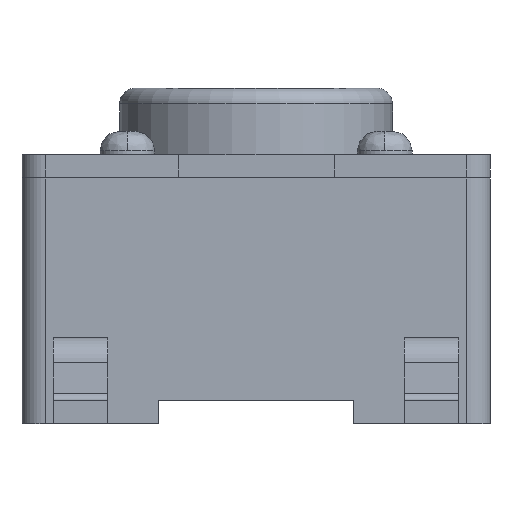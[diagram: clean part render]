
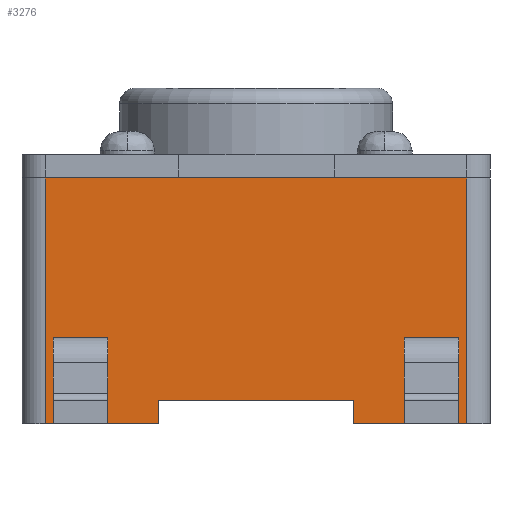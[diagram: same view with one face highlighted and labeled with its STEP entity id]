
A CAD part, left-side view. The second image highlights one B-rep face of the part: STEP entity #3276.
In plain terms, the highlighted planar face has unit normal (-1, 0, 0).
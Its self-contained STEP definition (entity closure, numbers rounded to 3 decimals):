
#194 = EDGE_CURVE('',#195,#197,#199,.T.);
#195 = VERTEX_POINT('',#196);
#196 = CARTESIAN_POINT('',(-3.,-1.25,0.01));
#197 = VERTEX_POINT('',#198);
#198 = CARTESIAN_POINT('',(-3.,-2.7,0.01));
#199 = LINE('',#200,#201);
#200 = CARTESIAN_POINT('',(-3.,-1.25,0.01));
#201 = VECTOR('',#202,1.);
#202 = DIRECTION('',(0.,-1.,0.));
#262 = VERTEX_POINT('',#263);
#263 = CARTESIAN_POINT('',(-3.,1.25,0.01));
#269 = EDGE_CURVE('',#270,#262,#272,.T.);
#270 = VERTEX_POINT('',#271);
#271 = CARTESIAN_POINT('',(-3.,2.7,0.01));
#272 = LINE('',#273,#274);
#273 = CARTESIAN_POINT('',(-3.,2.7,0.01));
#274 = VECTOR('',#275,1.);
#275 = DIRECTION('',(0.,-1.,0.));
#378 = VERTEX_POINT('',#379);
#379 = CARTESIAN_POINT('',(-3.,2.7,3.16));
#386 = EDGE_CURVE('',#387,#378,#389,.T.);
#387 = VERTEX_POINT('',#388);
#388 = CARTESIAN_POINT('',(-3.,-2.7,3.16));
#389 = LINE('',#390,#391);
#390 = CARTESIAN_POINT('',(-3.,-2.7,3.16));
#391 = VECTOR('',#392,1.);
#392 = DIRECTION('',(0.,1.,0.));
#525 = VERTEX_POINT('',#526);
#526 = CARTESIAN_POINT('',(-3.,1.9,0.81));
#535 = EDGE_CURVE('',#536,#525,#538,.T.);
#536 = VERTEX_POINT('',#537);
#537 = CARTESIAN_POINT('',(-3.,2.6,0.81));
#538 = LINE('',#539,#540);
#539 = CARTESIAN_POINT('',(-3.,2.6,0.81));
#540 = VECTOR('',#541,1.);
#541 = DIRECTION('',(0.,-1.,0.));
#1129 = EDGE_CURVE('',#1130,#1132,#1134,.T.);
#1130 = VERTEX_POINT('',#1131);
#1131 = CARTESIAN_POINT('',(-3.,-1.9,0.81));
#1132 = VERTEX_POINT('',#1133);
#1133 = CARTESIAN_POINT('',(-3.,-1.9,1.11));
#1134 = LINE('',#1135,#1136);
#1135 = CARTESIAN_POINT('',(-3.,-1.9,0.81));
#1136 = VECTOR('',#1137,1.);
#1137 = DIRECTION('',(0.,0.,1.));
#1957 = VERTEX_POINT('',#1958);
#1958 = CARTESIAN_POINT('',(-3.,1.25,0.31));
#1964 = EDGE_CURVE('',#262,#1957,#1965,.T.);
#1965 = LINE('',#1966,#1967);
#1966 = CARTESIAN_POINT('',(-3.,1.25,0.01));
#1967 = VECTOR('',#1968,1.);
#1968 = DIRECTION('',(0.,0.,1.));
#2186 = VERTEX_POINT('',#2187);
#2187 = CARTESIAN_POINT('',(-3.,-1.25,0.31));
#2193 = EDGE_CURVE('',#1957,#2186,#2194,.T.);
#2194 = LINE('',#2195,#2196);
#2195 = CARTESIAN_POINT('',(-3.,1.25,0.31));
#2196 = VECTOR('',#2197,1.);
#2197 = DIRECTION('',(0.,-1.,0.));
#2342 = EDGE_CURVE('',#195,#2186,#2343,.T.);
#2343 = LINE('',#2344,#2345);
#2344 = CARTESIAN_POINT('',(-3.,-1.25,0.01));
#2345 = VECTOR('',#2346,1.);
#2346 = DIRECTION('',(0.,0.,1.));
#2368 = VERTEX_POINT('',#2369);
#2369 = CARTESIAN_POINT('',(-3.,-2.6,1.11));
#2376 = EDGE_CURVE('',#1132,#2368,#2377,.T.);
#2377 = LINE('',#2378,#2379);
#2378 = CARTESIAN_POINT('',(-3.,-1.9,1.11));
#2379 = VECTOR('',#2380,1.);
#2380 = DIRECTION('',(0.,-1.,0.));
#2784 = EDGE_CURVE('',#525,#2785,#2787,.T.);
#2785 = VERTEX_POINT('',#2786);
#2786 = CARTESIAN_POINT('',(-3.,1.9,1.11));
#2787 = LINE('',#2788,#2789);
#2788 = CARTESIAN_POINT('',(-3.,1.9,0.81));
#2789 = VECTOR('',#2790,1.);
#2790 = DIRECTION('',(0.,0.,1.));
#3077 = EDGE_CURVE('',#378,#270,#3078,.T.);
#3078 = LINE('',#3079,#3080);
#3079 = CARTESIAN_POINT('',(-3.,2.7,3.16));
#3080 = VECTOR('',#3081,1.);
#3081 = DIRECTION('',(0.,0.,-1.));
#3258 = VERTEX_POINT('',#3259);
#3259 = CARTESIAN_POINT('',(-3.,-2.6,0.81));
#3266 = EDGE_CURVE('',#1130,#3258,#3267,.T.);
#3267 = LINE('',#3268,#3269);
#3268 = CARTESIAN_POINT('',(-3.,-1.9,0.81));
#3269 = VECTOR('',#3270,1.);
#3270 = DIRECTION('',(0.,-1.,0.));
#3276 = ADVANCED_FACE('',(#3277,#3292,#3310),#3321,.T.);
#3277 = FACE_BOUND('',#3278,.T.);
#3278 = EDGE_LOOP('',(#3279,#3280,#3281,#3282,#3283,#3284,#3285,#3291));
#3279 = ORIENTED_EDGE('',*,*,#3077,.T.);
#3280 = ORIENTED_EDGE('',*,*,#269,.T.);
#3281 = ORIENTED_EDGE('',*,*,#1964,.T.);
#3282 = ORIENTED_EDGE('',*,*,#2193,.T.);
#3283 = ORIENTED_EDGE('',*,*,#2342,.F.);
#3284 = ORIENTED_EDGE('',*,*,#194,.T.);
#3285 = ORIENTED_EDGE('',*,*,#3286,.F.);
#3286 = EDGE_CURVE('',#387,#197,#3287,.T.);
#3287 = LINE('',#3288,#3289);
#3288 = CARTESIAN_POINT('',(-3.,-2.7,3.16));
#3289 = VECTOR('',#3290,1.);
#3290 = DIRECTION('',(0.,0.,-1.));
#3291 = ORIENTED_EDGE('',*,*,#386,.T.);
#3292 = FACE_BOUND('',#3293,.T.);
#3293 = EDGE_LOOP('',(#3294,#3302,#3308,#3309));
#3294 = ORIENTED_EDGE('',*,*,#3295,.T.);
#3295 = EDGE_CURVE('',#536,#3296,#3298,.T.);
#3296 = VERTEX_POINT('',#3297);
#3297 = CARTESIAN_POINT('',(-3.,2.6,1.11));
#3298 = LINE('',#3299,#3300);
#3299 = CARTESIAN_POINT('',(-3.,2.6,0.81));
#3300 = VECTOR('',#3301,1.);
#3301 = DIRECTION('',(0.,0.,1.));
#3302 = ORIENTED_EDGE('',*,*,#3303,.T.);
#3303 = EDGE_CURVE('',#3296,#2785,#3304,.T.);
#3304 = LINE('',#3305,#3306);
#3305 = CARTESIAN_POINT('',(-3.,2.6,1.11));
#3306 = VECTOR('',#3307,1.);
#3307 = DIRECTION('',(0.,-1.,0.));
#3308 = ORIENTED_EDGE('',*,*,#2784,.F.);
#3309 = ORIENTED_EDGE('',*,*,#535,.F.);
#3310 = FACE_BOUND('',#3311,.T.);
#3311 = EDGE_LOOP('',(#3312,#3318,#3319,#3320));
#3312 = ORIENTED_EDGE('',*,*,#3313,.F.);
#3313 = EDGE_CURVE('',#3258,#2368,#3314,.T.);
#3314 = LINE('',#3315,#3316);
#3315 = CARTESIAN_POINT('',(-3.,-2.6,0.81));
#3316 = VECTOR('',#3317,1.);
#3317 = DIRECTION('',(0.,0.,1.));
#3318 = ORIENTED_EDGE('',*,*,#3266,.F.);
#3319 = ORIENTED_EDGE('',*,*,#1129,.T.);
#3320 = ORIENTED_EDGE('',*,*,#2376,.T.);
#3321 = PLANE('',#3322);
#3322 = AXIS2_PLACEMENT_3D('',#3323,#3324,#3325);
#3323 = CARTESIAN_POINT('',(-3.,3.,0.01));
#3324 = DIRECTION('',(-1.,0.,0.));
#3325 = DIRECTION('',(0.,0.,1.));
